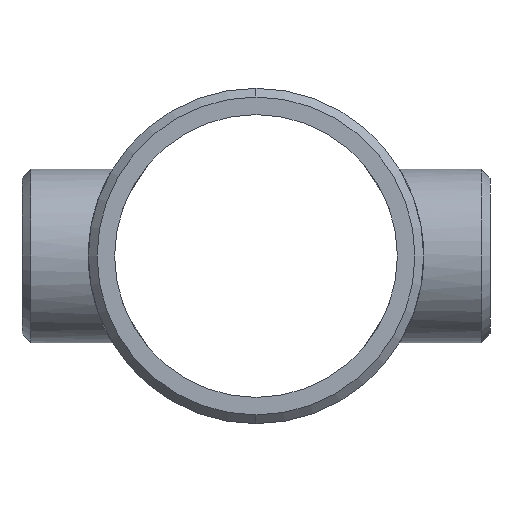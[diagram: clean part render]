
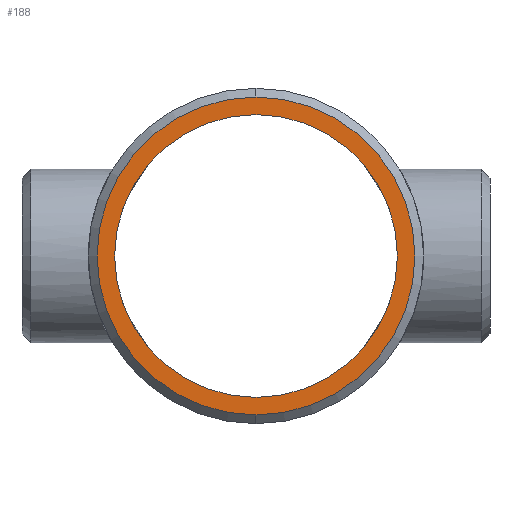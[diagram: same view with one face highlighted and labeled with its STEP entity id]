
A CAD part, left-side view. The second image highlights one B-rep face of the part: STEP entity #188.
In plain terms, the highlighted planar face has unit normal (-1, 0, 0).
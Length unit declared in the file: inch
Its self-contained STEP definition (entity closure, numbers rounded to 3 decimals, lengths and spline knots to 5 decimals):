
#2 = AXIS2_PLACEMENT_3D ( 'NONE', #721, #701, #1009 ) ;
#4 = ORIENTED_EDGE ( 'NONE', *, *, #222, .T. ) ;
#68 = EDGE_CURVE ( 'NONE', #763, #412, #805, .T. ) ;
#108 = AXIS2_PLACEMENT_3D ( 'NONE', #579, #669, #567 ) ;
#109 = CIRCLE ( 'NONE', #895, 5.09367 ) ;
#188 = ADVANCED_FACE ( 'NONE', ( #1294, #1081 ), #369, .T. ) ;
#222 = EDGE_CURVE ( 'NONE', #458, #460, #571, .T. ) ;
#311 = CARTESIAN_POINT ( 'NONE',  ( -8.5, 0., 0. ) ) ;
#369 = PLANE ( 'NONE',  #108 ) ;
#412 = VERTEX_POINT ( 'NONE', #931 ) ;
#429 = DIRECTION ( 'NONE',  ( 0., 0., 1. ) ) ;
#446 = ORIENTED_EDGE ( 'NONE', *, *, #782, .T. ) ;
#450 = CARTESIAN_POINT ( 'NONE',  ( -8.5, 0., -4.531 ) ) ;
#458 = VERTEX_POINT ( 'NONE', #1031 ) ;
#460 = VERTEX_POINT ( 'NONE', #598 ) ;
#504 = ORIENTED_EDGE ( 'NONE', *, *, #732, .T. ) ;
#541 = AXIS2_PLACEMENT_3D ( 'NONE', #311, #1002, #604 ) ;
#567 = DIRECTION ( 'NONE',  ( 0., 0., -1. ) ) ;
#571 = CIRCLE ( 'NONE', #541, 5.09367 ) ;
#579 = CARTESIAN_POINT ( 'NONE',  ( -8.5, 0., 0. ) ) ;
#598 = CARTESIAN_POINT ( 'NONE',  ( -8.5, 0., 5.09367 ) ) ;
#604 = DIRECTION ( 'NONE',  ( 0., 0., 1. ) ) ;
#627 = CARTESIAN_POINT ( 'NONE',  ( -8.5, 0., 0. ) ) ;
#669 = DIRECTION ( 'NONE',  ( -1., 0., 0. ) ) ;
#700 = CIRCLE ( 'NONE', #915, 4.531 ) ;
#701 = DIRECTION ( 'NONE',  ( 1., 0., 0. ) ) ;
#721 = CARTESIAN_POINT ( 'NONE',  ( -8.5, 0., 0. ) ) ;
#732 = EDGE_CURVE ( 'NONE', #460, #458, #109, .T. ) ;
#763 = VERTEX_POINT ( 'NONE', #450 ) ;
#766 = ORIENTED_EDGE ( 'NONE', *, *, #68, .T. ) ;
#782 = EDGE_CURVE ( 'NONE', #412, #763, #700, .T. ) ;
#805 = CIRCLE ( 'NONE', #2, 4.531 ) ;
#830 = CARTESIAN_POINT ( 'NONE',  ( -8.5, 0., 0. ) ) ;
#834 = EDGE_LOOP ( 'NONE', ( #446, #766 ) ) ;
#895 = AXIS2_PLACEMENT_3D ( 'NONE', #627, #1235, #429 ) ;
#915 = AXIS2_PLACEMENT_3D ( 'NONE', #830, #1141, #953 ) ;
#931 = CARTESIAN_POINT ( 'NONE',  ( -8.5, 0., 4.531 ) ) ;
#953 = DIRECTION ( 'NONE',  ( 0., 0., 1. ) ) ;
#1002 = DIRECTION ( 'NONE',  ( -1., 0., 0. ) ) ;
#1009 = DIRECTION ( 'NONE',  ( 0., 0., 1. ) ) ;
#1031 = CARTESIAN_POINT ( 'NONE',  ( -8.5, 0., -5.09367 ) ) ;
#1058 = EDGE_LOOP ( 'NONE', ( #4, #504 ) ) ;
#1081 = FACE_BOUND ( 'NONE', #834, .T. ) ;
#1141 = DIRECTION ( 'NONE',  ( 1., 0., 0. ) ) ;
#1235 = DIRECTION ( 'NONE',  ( -1., 0., 0. ) ) ;
#1294 = FACE_OUTER_BOUND ( 'NONE', #1058, .T. ) ;
